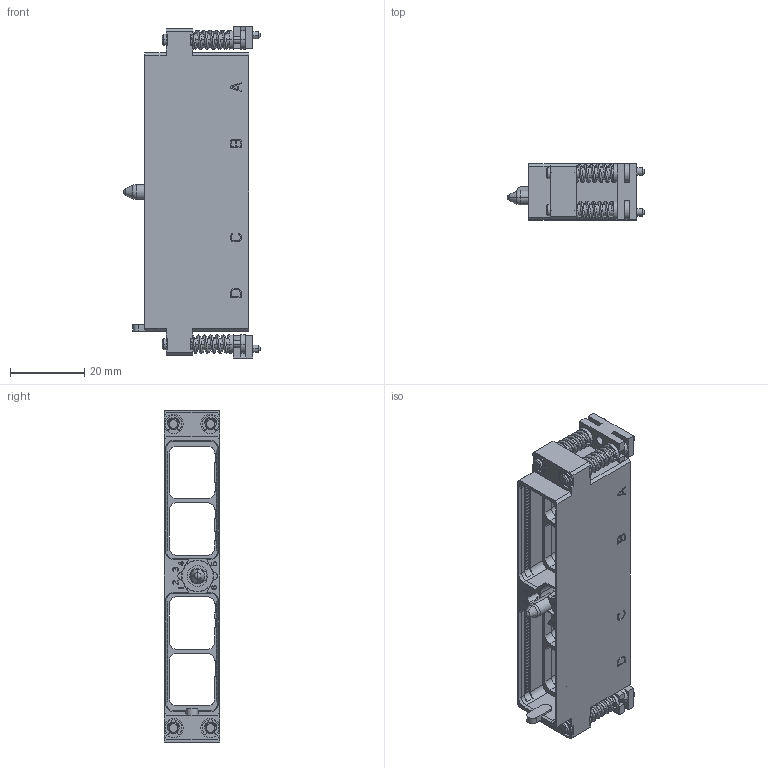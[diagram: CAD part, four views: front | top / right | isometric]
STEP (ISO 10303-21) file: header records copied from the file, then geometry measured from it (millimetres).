
FILE_DESCRIPTION((''),'2;1');
FILE_NAME('SIM2D88V','2019-09-09T',('presta_be4'),(''),'PRO/ENGINEER BY PARAMETRIC TECHNOLOGY CORPORATION, 2014310','PRO/ENGINEER BY PARAMETRIC TECHNOLOGY CORPORATION, 2014310','');
FILE_SCHEMA(('CONFIG_CONTROL_DESIGN'));
Products named in the file (1): SIM2D88V
Bounding box: 36.87 x 15.06 x 89.5 mm (x, y, z)
Volume: 10326.6 mm3; surface area: 16790.3 mm2
Topology: 1 solids, 1 shells, 4068 faces, 11610 edges, 7081 vertices
Faces by surface type: plane 1646, cylinder 1052, cone 486, sphere 436, torus 432, bspline 16
Entity records: 138412 total; most frequent: CARTESIAN_POINT 33270, DIRECTION 23052, ORIENTED_EDGE 21484, EDGE_CURVE 10742, AXIS2_PLACEMENT_3D 8408, VERTEX_POINT 7080, VECTOR 6236, LINE 6236
